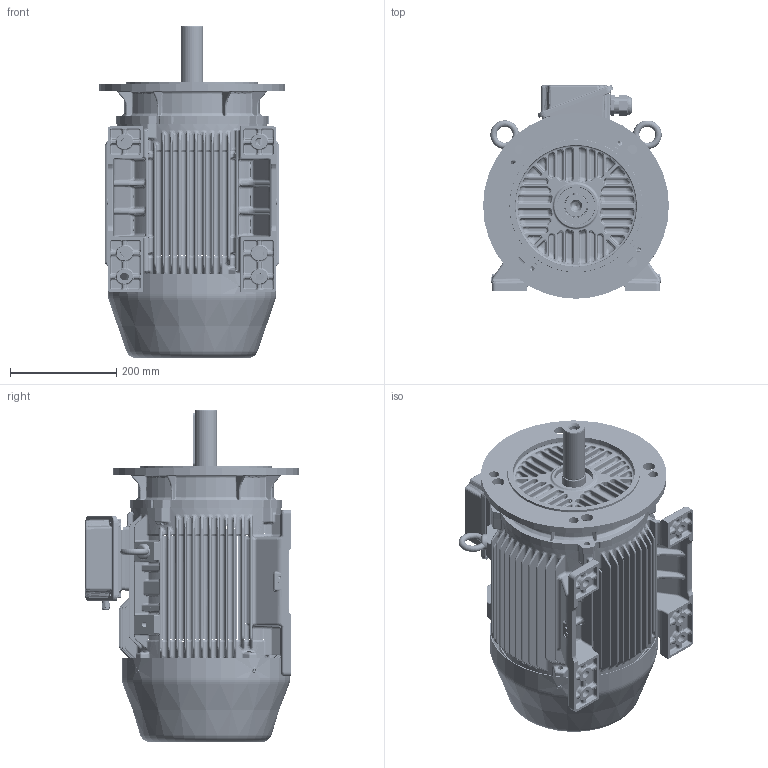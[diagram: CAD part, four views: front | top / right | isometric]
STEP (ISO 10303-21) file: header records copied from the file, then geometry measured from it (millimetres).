
FILE_DESCRIPTION(/* description */ (''),/* implementation_level */ '2;1');
FILE_NAME(/* name */ '6521588xx.stp',/* time_stamp */ '2021-04-02T15:27:07+03:00',/* author */ (''),/* organization */ (''),/* preprocessor_version */ 'ST-DEVELOPER v16',/* originating_system */ 'SIEMENS PLM Software NX 11.0',/* authorisation */ '');
FILE_SCHEMA (('AUTOMOTIVE_DESIGN { 1 0 10303 214 3 1 1 1 }'));
Products named in the file (1): 26001C7CEAC1xhp1
Bounding box: 350 x 402.41 x 625.5 mm (x, y, z)
Surface area: 1710223.1 mm2 (no closed solid volume)
Topology: 0 solids, 63 shells, 6512 faces, 18099 edges, 11072 vertices
Faces by surface type: bspline 2654, cylinder 1837, plane 1177, torus 422, cone 364, sphere 58
Full cylindrical faces by diameter (mm): 2.5 x2, 4.2 x6, 5.2 x2, 5.3 x4, 5.5 x8, 9 x7, 10 x1, 10.9 x2, 11 x4, 13.2 x1, 14 x1, 15 x1, 16 x4, 17 x1, 18.5 x4, 19 x2, 21 x2, 23 x4, 30 x2, 31.25 x2, 34.2 x1, 34.5 x2, 36 x1, 41.4 x1, 42 x1, 45 x1, 72 x1, 168 x1, 250 x1, 314 x1
Entity records: 259003 total; most frequent: CARTESIAN_POINT 114117, ORIENTED_EDGE 31283, DIRECTION 26611, EDGE_CURVE 17627, VERTEX_POINT 11023, AXIS2_PLACEMENT_3D 10859, EDGE_LOOP 6984, ADVANCED_FACE 6512
